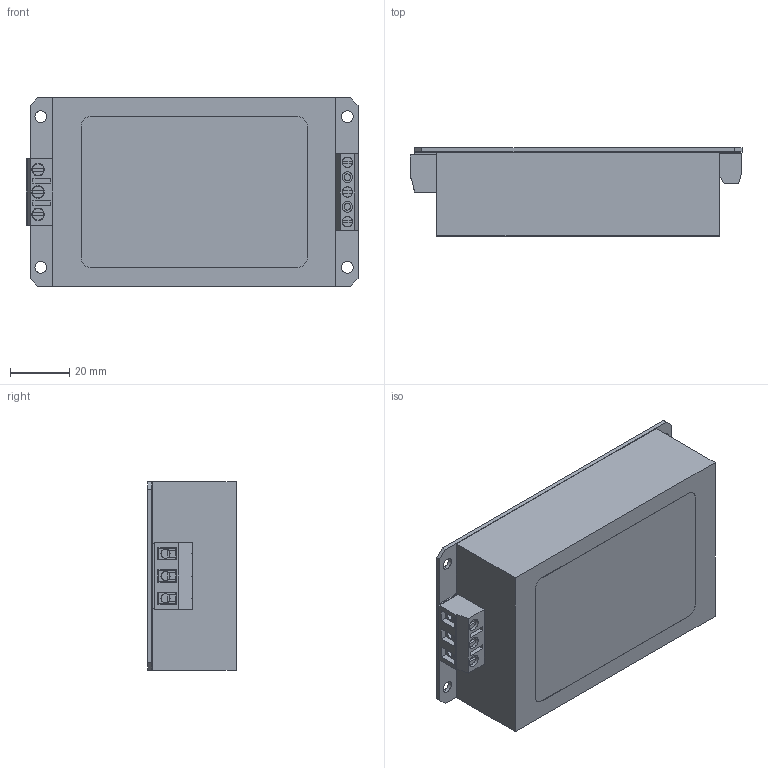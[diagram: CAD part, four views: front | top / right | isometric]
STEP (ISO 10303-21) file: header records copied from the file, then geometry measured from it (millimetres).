
FILE_DESCRIPTION (( 'STEP AP214' ), '1' );
FILE_NAME ('BP42030.STEP', '2022-04-20T17:13:57', ( '' ), ( '' ), 'SwSTEP 2.0', 'SolidWorks 2020', '' );
FILE_SCHEMA (( 'AUTOMOTIVE_DESIGN' ));
Length unit declared in the file: inch
Products named in the file (15): Tape_VHB_30W_TB; 860047939 Rev B_860047941; Screw 4-40x_25 PHMS_90272A106; screw 4 Fl Hd_#4 x .25; covers_860047038; 321215000d_web model; 860047460; 730045025; 850450280_30W BP4; Tape_VHB_30W_TB_INSULATOR; 321215000 assembly_web model BP4; BP42030; Round Spacer_#4 .25R,.875L; Label_model_ser_050059195; 730045035
Assembly tree (18 placements, depth 3):
  BP42030
    860047939 Rev B_860047941
    covers_860047038
    321215000 assembly_web model BP4
      321215000d_web model
      Screw 4-40x_25 PHMS_90272A106  x2
      Round Spacer_#4 .25R,.875L  x2
    730045025
    730045035
    850450280_30W BP4
    860047460
    Tape_VHB_30W_TB  x2
    Tape_VHB_30W_TB_INSULATOR
    Label_model_ser_050059195
    screw 4 Fl Hd_#4 x .25  x2
Bounding box: 111.93 x 29.79 x 63.5 mm (x, y, z)
Volume: 47826.3 mm3; surface area: 90481.3 mm2
Topology: 23 solids, 23 shells, 862 faces, 2309 edges, 1524 vertices
Faces by surface type: cylinder 434, plane 380, cone 30, torus 8, bspline 6, sphere 4
Entity records: 27755 total; most frequent: CARTESIAN_POINT 5391, DIRECTION 3985, ORIENTED_EDGE 3886, EDGE_CURVE 1943, AXIS2_PLACEMENT_3D 1445, VERTEX_POINT 1283, LINE 1095, VECTOR 1095
